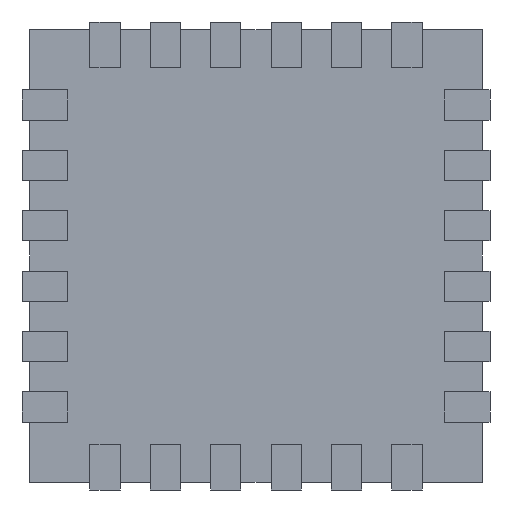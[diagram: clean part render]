
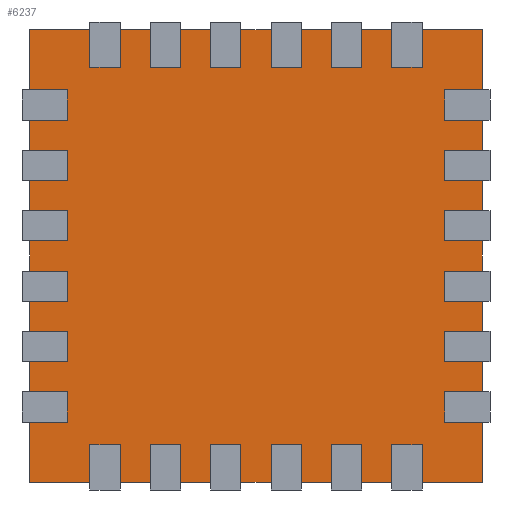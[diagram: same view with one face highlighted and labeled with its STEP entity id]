
A CAD part, front view. The second image highlights one B-rep face of the part: STEP entity #6237.
In plain terms, the highlighted planar face has unit normal (0, -1, 0).
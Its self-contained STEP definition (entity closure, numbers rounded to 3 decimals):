
#6080 = CARTESIAN_POINT ( 'NONE',  ( -1.5, 0.05, -1.5 ) ) ;
#6081 = VERTEX_POINT ( 'NONE', #6080 ) ;
#6082 = CARTESIAN_POINT ( 'NONE',  ( -1.5, 0.05, 1.5 ) ) ;
#6083 = VERTEX_POINT ( 'NONE', #6082 ) ;
#6084 = CARTESIAN_POINT ( 'NONE',  ( -1.5, 0.05, 1.5 ) ) ;
#6085 = DIRECTION ( 'NONE',  ( 0., 0., 1. ) ) ;
#6086 = VECTOR ( 'NONE', #6085, 1000. ) ;
#6087 = LINE ( 'NONE', #6084, #6086 ) ;
#6088 = EDGE_CURVE ( 'NONE', #6081, #6083, #6087, .T. ) ;
#6120 = CARTESIAN_POINT ( 'NONE',  ( 1.5, 0.05, 1.5 ) ) ;
#6121 = VERTEX_POINT ( 'NONE', #6120 ) ;
#6122 = CARTESIAN_POINT ( 'NONE',  ( 1.5, 0.05, 1.5 ) ) ;
#6123 = DIRECTION ( 'NONE',  ( 1., 0., 0. ) ) ;
#6124 = VECTOR ( 'NONE', #6123, 1000. ) ;
#6125 = LINE ( 'NONE', #6122, #6124 ) ;
#6126 = EDGE_CURVE ( 'NONE', #6083, #6121, #6125, .T. ) ;
#6151 = CARTESIAN_POINT ( 'NONE',  ( 1.5, 0.05, -1.5 ) ) ;
#6152 = VERTEX_POINT ( 'NONE', #6151 ) ;
#6153 = CARTESIAN_POINT ( 'NONE',  ( 1.5, 0.05, 1.5 ) ) ;
#6154 = DIRECTION ( 'NONE',  ( 0., 0., -1. ) ) ;
#6155 = VECTOR ( 'NONE', #6154, 1000. ) ;
#6156 = LINE ( 'NONE', #6153, #6155 ) ;
#6157 = EDGE_CURVE ( 'NONE', #6121, #6152, #6156, .T. ) ;
#6182 = CARTESIAN_POINT ( 'NONE',  ( 1.5, 0.05, -1.5 ) ) ;
#6183 = DIRECTION ( 'NONE',  ( -1., 0., 0. ) ) ;
#6184 = VECTOR ( 'NONE', #6183, 1000. ) ;
#6185 = LINE ( 'NONE', #6182, #6184 ) ;
#6186 = EDGE_CURVE ( 'NONE', #6152, #6081, #6185, .T. ) ;
#6226 = ORIENTED_EDGE ( 'NONE', *, *, #6088, .F. ) ;
#6227 = ORIENTED_EDGE ( 'NONE', *, *, #6186, .F. ) ;
#6228 = ORIENTED_EDGE ( 'NONE', *, *, #6157, .F. ) ;
#6229 = ORIENTED_EDGE ( 'NONE', *, *, #6126, .F. ) ;
#6230 = EDGE_LOOP ( 'NONE', ( #6226, #6227, #6228, #6229 ) ) ;
#6231 = FACE_OUTER_BOUND ( 'NONE', #6230, .T. ) ;
#6232 = CARTESIAN_POINT ( 'NONE',  ( 0., 0.05, 0. ) ) ;
#6233 = DIRECTION ( 'NONE',  ( 0., 1., 0. ) ) ;
#6234 = DIRECTION ( 'NONE',  ( 0., 0., 1. ) ) ;
#6235 = AXIS2_PLACEMENT_3D ( 'NONE', #6232, #6233, #6234 ) ;
#6236 = PLANE ( 'NONE', #6235 ) ;
#6237 = ADVANCED_FACE ( 'NONE', ( #6231 ), #6236, .F. ) ;
